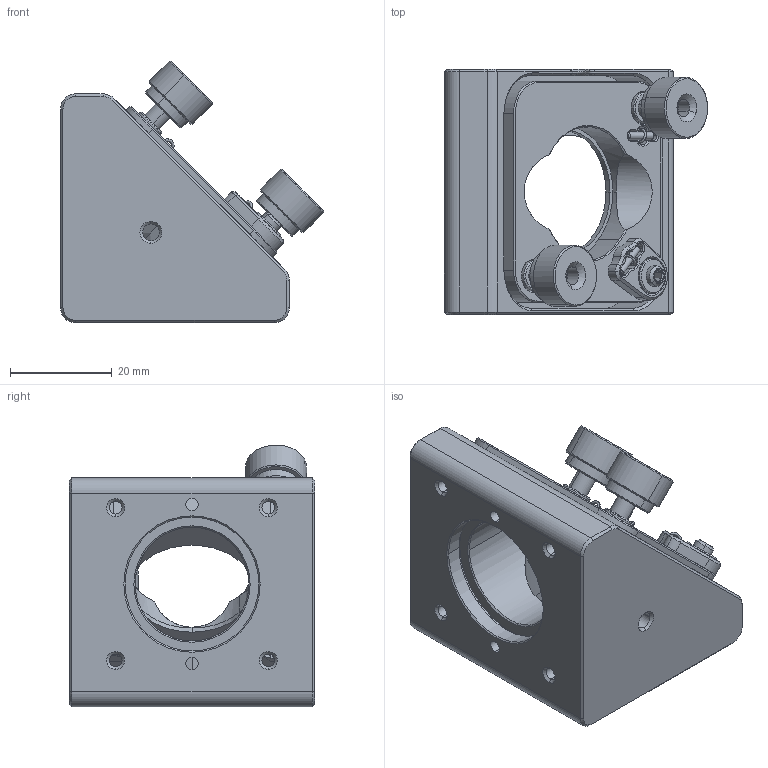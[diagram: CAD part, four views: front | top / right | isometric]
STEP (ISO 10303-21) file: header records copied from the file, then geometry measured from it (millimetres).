
FILE_DESCRIPTION (( 'STEP AP214' ), '1' );
FILE_NAME ('2.2.3.7_L30T-ZM-A_30 mm笼式系统直角光学调整架，带M3笼杆螺纹，带M4，M6螺纹.STEP', '2021-07-29T01:08:14', ( 'Microsoft' ), ( 'Microsoft' ), 'SwSTEP 2.0', 'SolidWorks 2018', '' );
FILE_SCHEMA (( 'AUTOMOTIVE_DESIGN' ));
Length unit declared in the file: millimetre
Products named in the file (1): 2.2.3.7_L30T-ZM-A_30 mm笼式系统直角光学调整架，带M3笼杆螺纹，带M4，M6螺纹
Bounding box: 51.7 x 48.26 x 51.42 mm (x, y, z)
Surface area: 19216.8 mm2 (no closed solid volume)
Topology: 0 solids, 20 shells, 391 faces, 1030 edges, 652 vertices
Faces by surface type: cone 139, cylinder 124, plane 104, torus 12, bspline 12
Entity records: 25517 total; most frequent: CARTESIAN_POINT 11442, DIRECTION 2202, ORIENTED_EDGE 1834, EDGE_CURVE 1030, AXIS2_PLACEMENT_3D 868, VERTEX_POINT 652, CIRCLE 488, VECTOR 466
